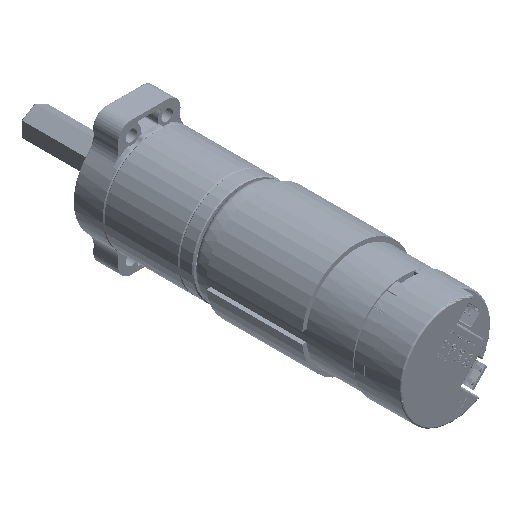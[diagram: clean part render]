
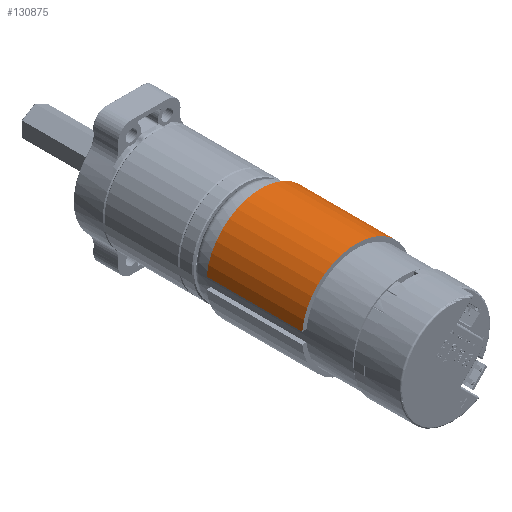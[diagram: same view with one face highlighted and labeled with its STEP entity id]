
A CAD part, isometric view. The second image highlights one B-rep face of the part: STEP entity #130875.
In plain terms, the highlighted cylindrical face has radius 19.5 mm (diameter 39 mm), a partial arc.
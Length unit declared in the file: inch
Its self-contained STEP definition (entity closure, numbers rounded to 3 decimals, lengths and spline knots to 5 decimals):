
#2936 = LINE ( 'NONE', #125512, #37878 ) ;
#21326 = DIRECTION ( 'NONE',  ( -1., 0., 0. ) ) ;
#24808 = CYLINDRICAL_SURFACE ( 'NONE', #73675, 0.76772 ) ;
#25800 = FACE_OUTER_BOUND ( 'NONE', #177317, .T. ) ;
#27779 = CARTESIAN_POINT ( 'NONE',  ( 0., 0., -0.2815 ) ) ;
#32604 = CARTESIAN_POINT ( 'NONE',  ( -0.76772, 0., 0.62205 ) ) ;
#37878 = VECTOR ( 'NONE', #124536, 39.37008 ) ;
#49186 = CARTESIAN_POINT ( 'NONE',  ( 0.76367, -0.07874, 1.96063 ) ) ;
#50356 = VERTEX_POINT ( 'NONE', #49186 ) ;
#50907 = ORIENTED_EDGE ( 'NONE', *, *, #91572, .F. ) ;
#51250 = DIRECTION ( 'NONE',  ( 0., 0., -1. ) ) ;
#56703 = DIRECTION ( 'NONE',  ( -1., 0., 0. ) ) ;
#60372 = CARTESIAN_POINT ( 'NONE',  ( -0.76772, 0., -0.2815 ) ) ;
#65564 = AXIS2_PLACEMENT_3D ( 'NONE', #120185, #75309, #104250 ) ;
#69676 = DIRECTION ( 'NONE',  ( 0., 0., -1. ) ) ;
#72142 = ORIENTED_EDGE ( 'NONE', *, *, #96667, .T. ) ;
#73421 = CARTESIAN_POINT ( 'NONE',  ( -0.76772, 0., 1.96063 ) ) ;
#73675 = AXIS2_PLACEMENT_3D ( 'NONE', #27779, #69676, #56703 ) ;
#75027 = CIRCLE ( 'NONE', #100493, 0.76772 ) ;
#75309 = DIRECTION ( 'NONE',  ( 0., 0., -1. ) ) ;
#83228 = VERTEX_POINT ( 'NONE', #195004 ) ;
#91572 = EDGE_CURVE ( 'NONE', #83228, #127398, #75027, .T. ) ;
#96667 = EDGE_CURVE ( 'NONE', #50356, #141457, #151456, .T. ) ;
#100493 = AXIS2_PLACEMENT_3D ( 'NONE', #187876, #51250, #21326 ) ;
#104250 = DIRECTION ( 'NONE',  ( -1., 0., 0. ) ) ;
#118206 = LINE ( 'NONE', #60372, #191416 ) ;
#120185 = CARTESIAN_POINT ( 'NONE',  ( 0., 0., 1.96063 ) ) ;
#124536 = DIRECTION ( 'NONE',  ( 0., 0., 1. ) ) ;
#125512 = CARTESIAN_POINT ( 'NONE',  ( 0.76367, -0.07874, 0. ) ) ;
#127398 = VERTEX_POINT ( 'NONE', #32604 ) ;
#130278 = EDGE_CURVE ( 'NONE', #141457, #127398, #118206, .T. ) ;
#130875 = ADVANCED_FACE ( 'NONE', ( #25800 ), #24808, .T. ) ;
#141457 = VERTEX_POINT ( 'NONE', #73421 ) ;
#151456 = CIRCLE ( 'NONE', #65564, 0.76772 ) ;
#160184 = ORIENTED_EDGE ( 'NONE', *, *, #130278, .T. ) ;
#163846 = EDGE_CURVE ( 'NONE', #83228, #50356, #2936, .T. ) ;
#177317 = EDGE_LOOP ( 'NONE', ( #72142, #160184, #50907, #191696 ) ) ;
#179053 = DIRECTION ( 'NONE',  ( 0., 0., -1. ) ) ;
#187876 = CARTESIAN_POINT ( 'NONE',  ( 0., 0., 0.62205 ) ) ;
#191416 = VECTOR ( 'NONE', #179053, 39.37008 ) ;
#191696 = ORIENTED_EDGE ( 'NONE', *, *, #163846, .T. ) ;
#195004 = CARTESIAN_POINT ( 'NONE',  ( 0.76367, -0.07874, 0.62205 ) ) ;
